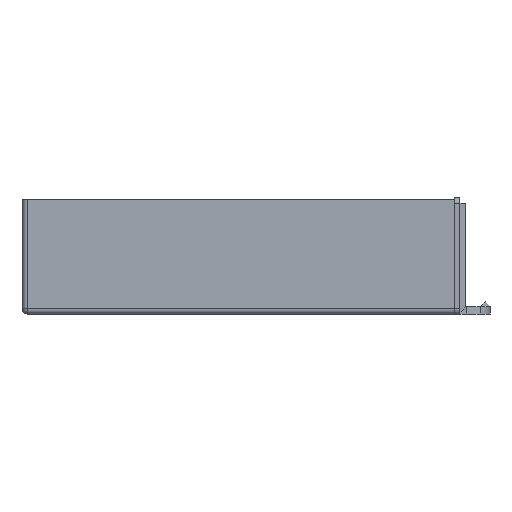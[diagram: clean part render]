
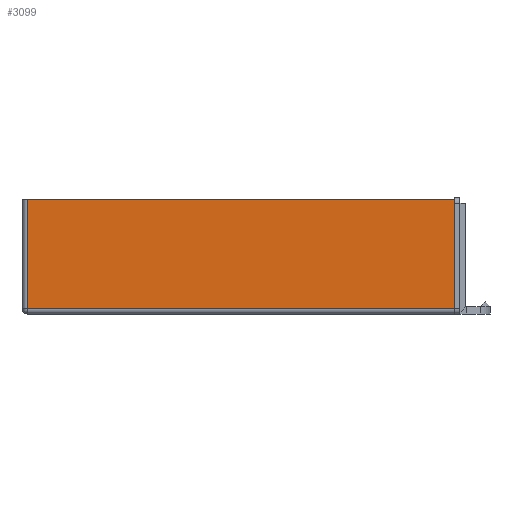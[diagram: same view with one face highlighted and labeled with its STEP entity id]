
A CAD part, left-side view. The second image highlights one B-rep face of the part: STEP entity #3099.
In plain terms, the highlighted planar face has unit normal (-1, 0, 0).
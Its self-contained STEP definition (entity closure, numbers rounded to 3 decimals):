
#100=PLANE('',#3422);
#279=FACE_OUTER_BOUND('',#466,.T.);
#466=EDGE_LOOP('',(#2556,#2557,#2558,#2559));
#718=LINE('',#5239,#1033);
#723=LINE('',#5261,#1038);
#725=LINE('',#5266,#1040);
#726=LINE('',#5267,#1041);
#1033=VECTOR('',#4136,10.);
#1038=VECTOR('',#4163,10.);
#1040=VECTOR('',#4169,10.);
#1041=VECTOR('',#4170,10.);
#1480=VERTEX_POINT('',#5229);
#1482=VERTEX_POINT('',#5235);
#1489=VERTEX_POINT('',#5259);
#1490=VERTEX_POINT('',#5265);
#1870=EDGE_CURVE('',#1480,#1482,#718,.T.);
#1881=EDGE_CURVE('',#1489,#1480,#723,.T.);
#1883=EDGE_CURVE('',#1489,#1490,#725,.T.);
#1884=EDGE_CURVE('',#1482,#1490,#726,.T.);
#2556=ORIENTED_EDGE('',*,*,#1870,.F.);
#2557=ORIENTED_EDGE('',*,*,#1881,.F.);
#2558=ORIENTED_EDGE('',*,*,#1883,.T.);
#2559=ORIENTED_EDGE('',*,*,#1884,.F.);
#3099=ADVANCED_FACE('',(#279),#100,.T.);
#3422=AXIS2_PLACEMENT_3D('',#5264,#4167,#4168);
#4136=DIRECTION('',(0.,0.,1.));
#4163=DIRECTION('',(0.,1.,0.));
#4167=DIRECTION('center_axis',(-1.,0.,0.));
#4168=DIRECTION('ref_axis',(0.,-1.,0.));
#4169=DIRECTION('',(0.,0.,1.));
#4170=DIRECTION('',(0.,-1.,0.));
#5229=CARTESIAN_POINT('',(-69.31,63.891,-15.63));
#5235=CARTESIAN_POINT('',(-69.31,63.891,17.13));
#5239=CARTESIAN_POINT('',(-69.31,63.891,0.));
#5259=CARTESIAN_POINT('',(-69.31,-63.891,-15.63));
#5261=CARTESIAN_POINT('',(-69.31,32.696,-15.63));
#5264=CARTESIAN_POINT('Origin',(-69.31,65.391,0.));
#5265=CARTESIAN_POINT('',(-69.31,-63.891,17.13));
#5266=CARTESIAN_POINT('',(-69.31,-63.891,0.1));
#5267=CARTESIAN_POINT('',(-69.31,-65.391,17.13));
